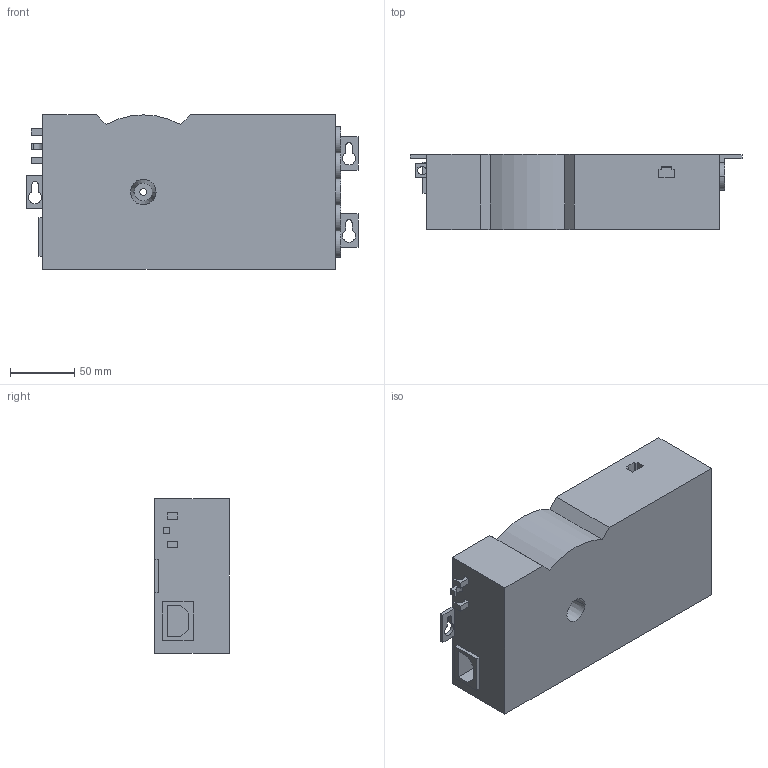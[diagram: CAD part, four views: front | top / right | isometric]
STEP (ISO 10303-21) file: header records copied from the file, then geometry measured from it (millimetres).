
FILE_DESCRIPTION(('STEP AP214'),'1');
FILE_NAME('cctmp_F1470068-CEF2-4684-92AE-BCA0D9A4D811_2021_5_19_8_21_27_187..stp','2021-05-19T06:21:27',('Bosch Rexroth AG'),('CADClick - www.CADClick.com'),'Spatial InterOp 3D',' ','unknown authorization - (Healing Option Enabled)');
FILE_SCHEMA(('AUTOMOTIVE_DESIGN'));
Length unit declared in the file: millimetre
Products named in the file (1): 2021_05_19__08-21-27-187
Bounding box: 257.5 x 58 x 120 mm (x, y, z)
Volume: 1552639.6 mm3; surface area: 105401.3 mm2
Topology: 1 solids, 1 shells, 113 faces, 297 edges, 198 vertices
Faces by surface type: plane 73, cylinder 38, cone 2
Entity records: 4439 total; most frequent: CARTESIAN_POINT 609, DIRECTION 605, ORIENTED_EDGE 594, EDGE_CURVE 297, LINE 217, VECTOR 217, VERTEX_POINT 198, AXIS2_PLACEMENT_3D 194
